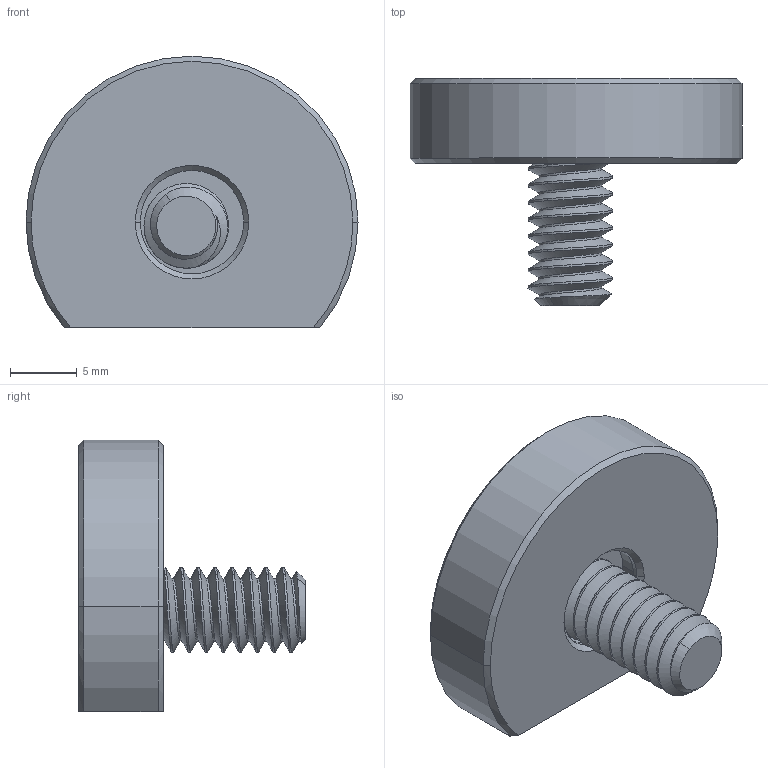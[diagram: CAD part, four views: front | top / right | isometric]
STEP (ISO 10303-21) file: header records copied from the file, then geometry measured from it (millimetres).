
FILE_DESCRIPTION (( 'STEP AP214' ), '1' );
FILE_NAME ('10504_MB.STEP', '2021-10-29T15:42:56', ( '' ), ( '' ), 'SwSTEP 2.0', 'SolidWorks 2021', '' );
FILE_SCHEMA (( 'AUTOMOTIVE_DESIGN' ));
Length unit declared in the file: inch
Products named in the file (3): 10365_10365; Machineable Fixture Clamp Washers, Configured_10604; 10504_MB
Assembly tree (2 placements, depth 2):
  10504_MB
    Machineable Fixture Clamp Washers, Configured_10604
    10365_10365
Bounding box: 24.89 x 17.02 x 20.37 mm (x, y, z)
Volume: 2807.6 mm3; surface area: 1941.4 mm2
Topology: 2 solids, 2 shells, 67 faces, 158 edges, 98 vertices
Faces by surface type: cylinder 29, cone 21, plane 14, bspline 3
Entity records: 3756 total; most frequent: CARTESIAN_POINT 2236, ORIENTED_EDGE 316, DIRECTION 275, EDGE_CURVE 158, AXIS2_PLACEMENT_3D 110, VERTEX_POINT 98, EDGE_LOOP 72, ADVANCED_FACE 67
